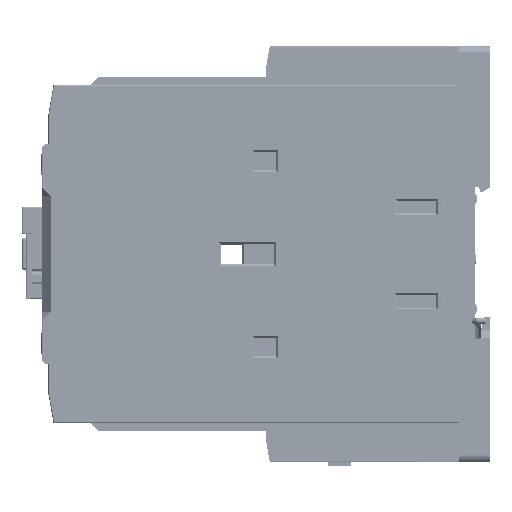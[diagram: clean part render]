
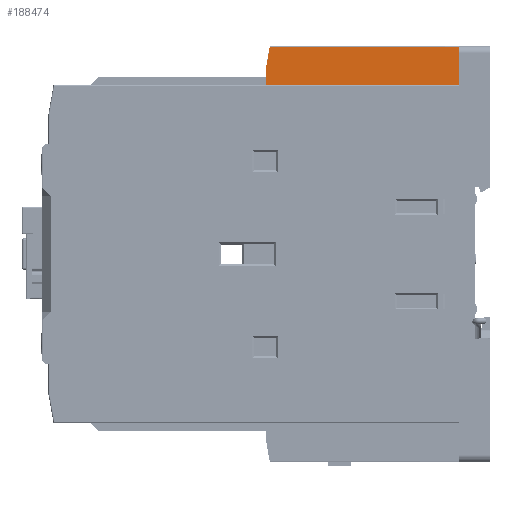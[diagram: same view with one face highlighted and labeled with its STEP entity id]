
A CAD part, left-side view. The second image highlights one B-rep face of the part: STEP entity #188474.
In plain terms, the highlighted planar face has unit normal (-1, 0, 0).
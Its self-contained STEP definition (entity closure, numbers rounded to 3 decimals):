
#1876=DIRECTION('',(0.,-1.,0.));
#1877=VECTOR('',#1876,49.);
#1878=CARTESIAN_POINT('',(-18.,-6.,43.));
#1879=LINE('',#1878,#1877);
#39953=DIRECTION('',(0.,0.,-1.));
#39954=VECTOR('',#39953,9.7);
#39955=CARTESIAN_POINT('',(-18.,-55.,52.7));
#39956=LINE('',#39955,#39954);
#39992=DIRECTION('',(0.,0.,1.));
#39993=VECTOR('',#39992,2.);
#39994=CARTESIAN_POINT('',(-18.,-6.,43.));
#39995=LINE('',#39994,#39993);
#39996=DIRECTION('',(0.,0.174,-0.985));
#39997=VECTOR('',#39996,5.788);
#39998=CARTESIAN_POINT('',(-18.,-7.005,52.7));
#39999=LINE('',#39998,#39997);
#40000=DIRECTION('',(0.,1.,0.));
#40001=VECTOR('',#40000,47.995);
#40002=CARTESIAN_POINT('',(-18.,-55.,52.7));
#40003=LINE('',#40002,#40001);
#40016=DIRECTION('',(0.,0.,1.));
#40017=VECTOR('',#40016,2.);
#40018=CARTESIAN_POINT('',(-18.,-6.,45.));
#40019=LINE('',#40018,#40017);
#85554=CARTESIAN_POINT('',(-18.,-7.005,52.7));
#128248=CARTESIAN_POINT('',(-18.,-6.,47.));
#128250=VERTEX_POINT('',#128248);
#128366=VERTEX_POINT('',#85554);
#128370=CARTESIAN_POINT('',(-18.,-55.,52.7));
#128371=VERTEX_POINT('',#128370);
#128391=CARTESIAN_POINT('',(-18.,-55.,43.));
#128393=VERTEX_POINT('',#128391);
#140136=CARTESIAN_POINT('',(-18.,-6.,43.));
#140138=VERTEX_POINT('',#140136);
#140377=CARTESIAN_POINT('',(-18.,-6.,45.));
#140379=VERTEX_POINT('',#140377);
#188458=CARTESIAN_POINT('',(-18.,-23.,53.));
#188459=DIRECTION('',(1.,0.,0.));
#188460=DIRECTION('',(0.,0.,-1.));
#188461=AXIS2_PLACEMENT_3D('',#188458,#188459,#188460);
#188462=PLANE('',#188461);
#188463=ORIENTED_EDGE('',*,*,#145809,.T.);
#188465=ORIENTED_EDGE('',*,*,#188464,.T.);
#188467=ORIENTED_EDGE('',*,*,#188466,.F.);
#188469=ORIENTED_EDGE('',*,*,#188468,.F.);
#188470=ORIENTED_EDGE('',*,*,#188435,.T.);
#188471=ORIENTED_EDGE('',*,*,#145443,.F.);
#188472=EDGE_LOOP('',(#188463,#188465,#188467,#188469,#188470,#188471));
#188473=FACE_OUTER_BOUND('',#188472,.F.);
#188474=ADVANCED_FACE('',(#188473),#188462,.F.);
#145443=EDGE_CURVE('',#140138,#128393,#1879,.T.);
#145809=EDGE_CURVE('',#140138,#140379,#39995,.T.);
#188435=EDGE_CURVE('',#128371,#128393,#39956,.T.);
#188464=EDGE_CURVE('',#140379,#128250,#40019,.T.);
#188466=EDGE_CURVE('',#128366,#128250,#39999,.T.);
#188468=EDGE_CURVE('',#128371,#128366,#40003,.T.);
